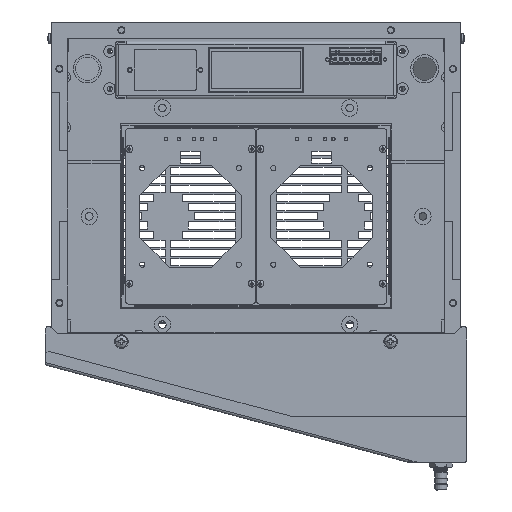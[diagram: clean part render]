
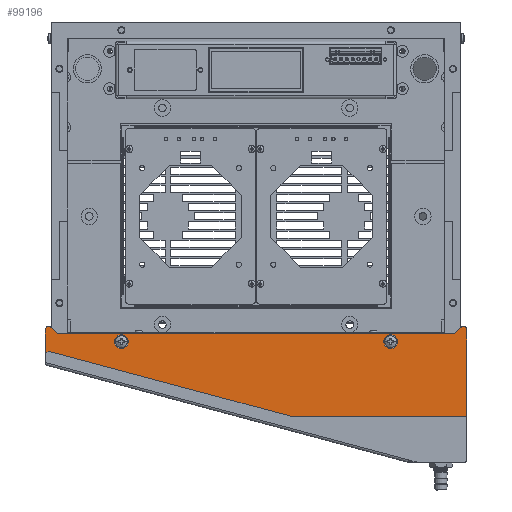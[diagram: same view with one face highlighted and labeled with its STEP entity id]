
A CAD part, front view. The second image highlights one B-rep face of the part: STEP entity #99196.
In plain terms, the highlighted face is planar.
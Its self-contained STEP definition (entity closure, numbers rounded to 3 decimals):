
#98379=CARTESIAN_POINT('',(-177.,58.007,-24.));
#98380=DIRECTION('',(0.,0.,-1.));
#98381=DIRECTION('',(-1.,0.,0.));
#98382=AXIS2_PLACEMENT_3D('',#98379,#98380,#98381);
#98384=DIRECTION('',(0.707,-0.707,0.));
#98385=VECTOR('',#98384,7.253);
#98386=CARTESIAN_POINT('',(-174.879,60.129,-24.));
#98387=LINE('',#98386,#98385);
#98388=DIRECTION('',(1.,0.,0.));
#98389=VECTOR('',#98388,339.5);
#98390=CARTESIAN_POINT('',(-169.75,55.,-24.));
#98391=LINE('',#98390,#98389);
#98392=DIRECTION('',(0.707,0.707,0.));
#98393=VECTOR('',#98392,7.253);
#98394=CARTESIAN_POINT('',(169.75,55.,-24.));
#98395=LINE('',#98394,#98393);
#98396=CARTESIAN_POINT('',(177.,58.007,-24.));
#98397=DIRECTION('',(0.,0.,-1.));
#98398=DIRECTION('',(-0.707,0.707,0.));
#98399=AXIS2_PLACEMENT_3D('',#98396,#98397,#98398);
#98401=DIRECTION('',(0.,-1.,0.));
#98402=VECTOR('',#98401,111.007);
#98403=CARTESIAN_POINT('',(180.,58.007,-24.));
#98404=LINE('',#98403,#98402);
#98405=CARTESIAN_POINT('',(180.,-53.,-24.));
#98406=CARTESIAN_POINT('',(179.988,-53.378,-24.));
#98407=CARTESIAN_POINT('',(179.822,-54.032,-24.));
#98408=CARTESIAN_POINT('',(179.032,-54.822,-24.));
#98409=CARTESIAN_POINT('',(178.378,-54.988,-24.));
#98410=CARTESIAN_POINT('',(178.,-55.,-24.));
#98412=DIRECTION('',(-1.,0.,0.));
#98413=VECTOR('',#98412,40.273);
#98414=CARTESIAN_POINT('',(178.,-55.,-24.));
#98415=LINE('',#98414,#98413);
#98416=DIRECTION('',(-0.966,0.259,0.));
#98417=VECTOR('',#98416,7.727);
#98418=CARTESIAN_POINT('',(137.727,-55.,-24.));
#98419=LINE('',#98418,#98417);
#98420=DIRECTION('',(-0.966,0.259,0.));
#98421=VECTOR('',#98420,321.208);
#98422=CARTESIAN_POINT('',(130.263,-53.,-24.));
#98423=LINE('',#98422,#98421);
#98424=DIRECTION('',(0.,1.,0.));
#98425=VECTOR('',#98424,27.873);
#98426=CARTESIAN_POINT('',(-180.,30.135,-24.));
#98427=LINE('',#98426,#98425);
#98428=CARTESIAN_POINT('',(115.,48.,-24.));
#98429=DIRECTION('',(0.,0.,1.));
#98430=DIRECTION('',(-1.,0.,0.));
#98431=AXIS2_PLACEMENT_3D('',#98428,#98429,#98430);
#98433=CARTESIAN_POINT('',(115.,48.,-24.));
#98434=DIRECTION('',(0.,0.,1.));
#98435=DIRECTION('',(1.,0.,0.));
#98436=AXIS2_PLACEMENT_3D('',#98433,#98434,#98435);
#98438=CARTESIAN_POINT('',(-115.,48.,-24.));
#98439=DIRECTION('',(0.,0.,1.));
#98440=DIRECTION('',(-1.,0.,0.));
#98441=AXIS2_PLACEMENT_3D('',#98438,#98439,#98440);
#98443=CARTESIAN_POINT('',(-115.,48.,-24.));
#98444=DIRECTION('',(0.,0.,1.));
#98445=DIRECTION('',(1.,0.,0.));
#98446=AXIS2_PLACEMENT_3D('',#98443,#98444,#98445);
#98973=CARTESIAN_POINT('',(-180.,58.007,-24.));
#98974=CARTESIAN_POINT('',(-174.879,60.129,-24.));
#98975=VERTEX_POINT('',#98973);
#98976=VERTEX_POINT('',#98974);
#98977=CARTESIAN_POINT('',(-169.75,55.,-24.));
#98978=VERTEX_POINT('',#98977);
#98979=CARTESIAN_POINT('',(169.75,55.,-24.));
#98980=VERTEX_POINT('',#98979);
#98981=CARTESIAN_POINT('',(174.879,60.129,-24.));
#98982=VERTEX_POINT('',#98981);
#98983=CARTESIAN_POINT('',(180.,58.007,-24.));
#98984=VERTEX_POINT('',#98983);
#98985=CARTESIAN_POINT('',(180.,-53.,-24.));
#98986=VERTEX_POINT('',#98985);
#98987=VERTEX_POINT('',#98410);
#98988=CARTESIAN_POINT('',(137.727,-55.,-24.));
#98989=VERTEX_POINT('',#98988);
#98990=CARTESIAN_POINT('',(130.263,-53.,-24.));
#98991=VERTEX_POINT('',#98990);
#98992=CARTESIAN_POINT('',(-180.,30.135,-24.));
#98993=VERTEX_POINT('',#98992);
#98994=CARTESIAN_POINT('',(112.25,48.,-24.));
#98995=CARTESIAN_POINT('',(117.75,48.,-24.));
#98996=VERTEX_POINT('',#98994);
#98997=VERTEX_POINT('',#98995);
#98998=CARTESIAN_POINT('',(-117.75,48.,-24.));
#98999=CARTESIAN_POINT('',(-112.25,48.,-24.));
#99000=VERTEX_POINT('',#98998);
#99001=VERTEX_POINT('',#98999);
#99156=CARTESIAN_POINT('',(0.,0.,-24.));
#99157=DIRECTION('',(0.,0.,1.));
#99158=DIRECTION('',(1.,0.,0.));
#99159=AXIS2_PLACEMENT_3D('',#99156,#99157,#99158);
#99160=PLANE('',#99159);
#99161=ORIENTED_EDGE('',*,*,#99146,.T.);
#99163=ORIENTED_EDGE('',*,*,#99162,.T.);
#99165=ORIENTED_EDGE('',*,*,#99164,.T.);
#99167=ORIENTED_EDGE('',*,*,#99166,.T.);
#99169=ORIENTED_EDGE('',*,*,#99168,.T.);
#99171=ORIENTED_EDGE('',*,*,#99170,.T.);
#99173=ORIENTED_EDGE('',*,*,#99172,.T.);
#99175=ORIENTED_EDGE('',*,*,#99174,.T.);
#99177=ORIENTED_EDGE('',*,*,#99176,.T.);
#99179=ORIENTED_EDGE('',*,*,#99178,.T.);
#99181=ORIENTED_EDGE('',*,*,#99180,.T.);
#99182=EDGE_LOOP('',(#99161,#99163,#99165,#99167,#99169,#99171,#99173,#99175,
#99177,#99179,#99181));
#99183=FACE_OUTER_BOUND('',#99182,.F.);
#99185=ORIENTED_EDGE('',*,*,#99184,.T.);
#99187=ORIENTED_EDGE('',*,*,#99186,.T.);
#99188=EDGE_LOOP('',(#99185,#99187));
#99189=FACE_BOUND('',#99188,.F.);
#99191=ORIENTED_EDGE('',*,*,#99190,.T.);
#99193=ORIENTED_EDGE('',*,*,#99192,.T.);
#99194=EDGE_LOOP('',(#99191,#99193));
#99195=FACE_BOUND('',#99194,.F.);
#99196=ADVANCED_FACE('',(#99183,#99189,#99195),#99160,.T.);
#98383=CIRCLE('',#98382,3.);
#98400=CIRCLE('',#98399,3.);
#98411=B_SPLINE_CURVE_WITH_KNOTS('',3,(#98405,#98406,#98407,#98408,#98409,
#98410),.UNSPECIFIED.,.F.,.F.,(4,1,1,4),(0.,0.333,
0.667,1.),.UNSPECIFIED.);
#98432=CIRCLE('',#98431,2.75);
#98437=CIRCLE('',#98436,2.75);
#98442=CIRCLE('',#98441,2.75);
#98447=CIRCLE('',#98446,2.75);
#99146=EDGE_CURVE('',#98975,#98976,#98383,.T.);
#99162=EDGE_CURVE('',#98976,#98978,#98387,.T.);
#99164=EDGE_CURVE('',#98978,#98980,#98391,.T.);
#99166=EDGE_CURVE('',#98980,#98982,#98395,.T.);
#99168=EDGE_CURVE('',#98982,#98984,#98400,.T.);
#99170=EDGE_CURVE('',#98984,#98986,#98404,.T.);
#99172=EDGE_CURVE('',#98986,#98987,#98411,.T.);
#99174=EDGE_CURVE('',#98987,#98989,#98415,.T.);
#99176=EDGE_CURVE('',#98989,#98991,#98419,.T.);
#99178=EDGE_CURVE('',#98991,#98993,#98423,.T.);
#99180=EDGE_CURVE('',#98993,#98975,#98427,.T.);
#99184=EDGE_CURVE('',#98996,#98997,#98432,.T.);
#99186=EDGE_CURVE('',#98997,#98996,#98437,.T.);
#99190=EDGE_CURVE('',#99000,#99001,#98442,.T.);
#99192=EDGE_CURVE('',#99001,#99000,#98447,.T.);
